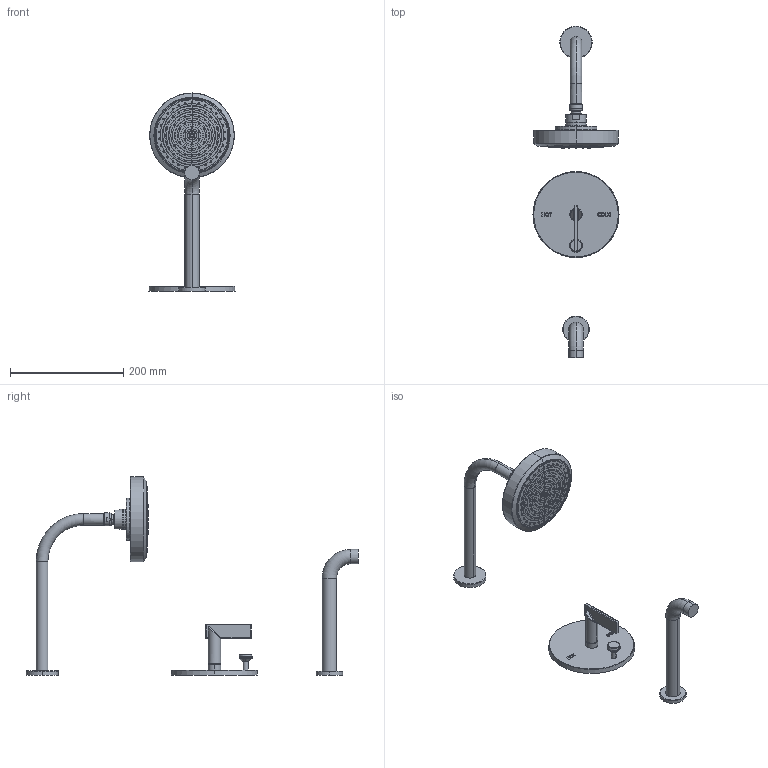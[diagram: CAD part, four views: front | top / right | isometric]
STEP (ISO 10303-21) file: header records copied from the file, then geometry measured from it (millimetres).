
FILE_DESCRIPTION((''),'2;1');
FILE_NAME('3-2482BP','2021-05-28T15:39:28',('jinson.thomas'),(''),'CREO PARAMETRIC BY PTC INC, 2018400','CREO PARAMETRIC BY PTC INC, 2018400','');
FILE_SCHEMA(('CONFIG_CONTROL_DESIGN'));
Length unit declared in the file: inch
Products named in the file (1): 3-2482BP
Bounding box: 152.4 x 587.38 x 350.49 mm (x, y, z)
Volume: 1031578 mm3; surface area: 159514.2 mm2
Topology: 3 solids, 3 shells, 1056 faces, 2722 edges, 1816 vertices
Faces by surface type: torus 248, cylinder 236, cone 195, plane 168, sphere 110, extrusion 76, bspline 23
Entity records: 50237 total; most frequent: CARTESIAN_POINT 25054, ORIENTED_EDGE 5444, DIRECTION 4940, EDGE_CURVE 2722, AXIS2_PLACEMENT_3D 2023, VERTEX_POINT 1816, EDGE_LOOP 1200, CIRCLE 1066
